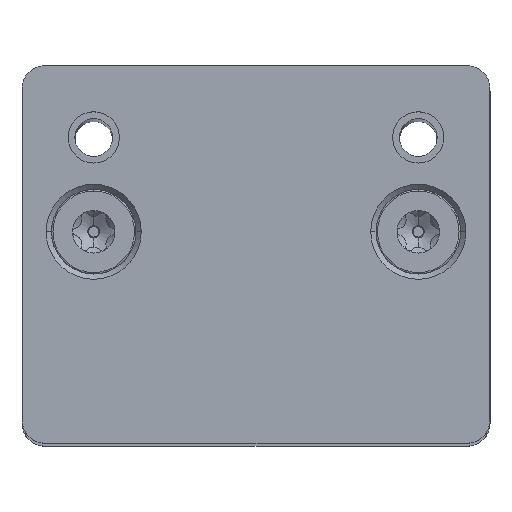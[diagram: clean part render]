
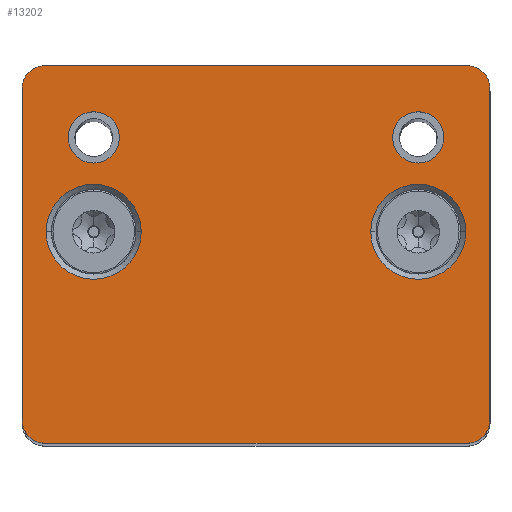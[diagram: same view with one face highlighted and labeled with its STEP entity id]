
A CAD part, top view. The second image highlights one B-rep face of the part: STEP entity #13202.
In plain terms, the highlighted face is planar.
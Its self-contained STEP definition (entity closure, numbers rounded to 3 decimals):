
#140 = VECTOR ( 'NONE', #13078, 1000. ) ;
#242 = DIRECTION ( 'NONE',  ( 0., 1., 0. ) ) ;
#352 = CARTESIAN_POINT ( 'NONE',  ( 9.05, 60., -7.75 ) ) ;
#501 = CIRCLE ( 'NONE', #15775, 3.15 ) ;
#829 = DIRECTION ( 'NONE',  ( 0., 0., -1. ) ) ;
#1136 = DIRECTION ( 'NONE',  ( 0., 1., 0. ) ) ;
#1197 = DIRECTION ( 'NONE',  ( -1., 0., 0. ) ) ;
#1507 = CARTESIAN_POINT ( 'NONE',  ( -7.6, 60., -1.5 ) ) ;
#1530 = CARTESIAN_POINT ( 'NONE',  ( 10.75, 60., -7.75 ) ) ;
#1559 = CIRCLE ( 'NONE', #3729, 1.5 ) ;
#1637 = DIRECTION ( 'NONE',  ( -1., 0., 0. ) ) ;
#1813 = LINE ( 'NONE', #8666, #20993 ) ;
#1857 = CARTESIAN_POINT ( 'NONE',  ( 14., 60., 12.5 ) ) ;
#2021 = EDGE_LOOP ( 'NONE', ( #7448, #8802, #5410, #19210, #21978, #20103, #8374, #5627 ) ) ;
#2120 = DIRECTION ( 'NONE',  ( -1., 0., 0. ) ) ;
#2489 = AXIS2_PLACEMENT_3D ( 'NONE', #9101, #7384, #17639 ) ;
#2592 = ORIENTED_EDGE ( 'NONE', *, *, #21326, .F. ) ;
#2812 = EDGE_LOOP ( 'NONE', ( #14008, #19784 ) ) ;
#2875 = CARTESIAN_POINT ( 'NONE',  ( -14., 60., -11. ) ) ;
#2966 = DIRECTION ( 'NONE',  ( -1., 0., 0. ) ) ;
#3042 = DIRECTION ( 'NONE',  ( -1., 0., 0. ) ) ;
#3124 = VERTEX_POINT ( 'NONE', #19089 ) ;
#3168 = LINE ( 'NONE', #17063, #19596 ) ;
#3663 = EDGE_CURVE ( 'NONE', #9882, #14920, #14978, .T. ) ;
#3677 = DIRECTION ( 'NONE',  ( 0., 0., -1. ) ) ;
#3729 = AXIS2_PLACEMENT_3D ( 'NONE', #2875, #18602, #8113 ) ;
#3909 = CIRCLE ( 'NONE', #19212, 1.5 ) ;
#4082 = CARTESIAN_POINT ( 'NONE',  ( -15.5, 60., -12.5 ) ) ;
#4231 = VERTEX_POINT ( 'NONE', #19745 ) ;
#4236 = DIRECTION ( 'NONE',  ( 0., 1., 0. ) ) ;
#4412 = CARTESIAN_POINT ( 'NONE',  ( 15.5, 60., 11. ) ) ;
#4611 = CARTESIAN_POINT ( 'NONE',  ( -15.5, 60., -11. ) ) ;
#4943 = FACE_BOUND ( 'NONE', #19502, .T. ) ;
#4957 = VERTEX_POINT ( 'NONE', #15434 ) ;
#4987 = VERTEX_POINT ( 'NONE', #12223 ) ;
#5199 = DIRECTION ( 'NONE',  ( 0., 1., 0. ) ) ;
#5202 = VERTEX_POINT ( 'NONE', #17008 ) ;
#5273 = CARTESIAN_POINT ( 'NONE',  ( 0., 60., 0. ) ) ;
#5309 = DIRECTION ( 'NONE',  ( -1., 0., 0. ) ) ;
#5410 = ORIENTED_EDGE ( 'NONE', *, *, #7502, .F. ) ;
#5627 = ORIENTED_EDGE ( 'NONE', *, *, #11991, .T. ) ;
#5748 = VERTEX_POINT ( 'NONE', #15911 ) ;
#5967 = VERTEX_POINT ( 'NONE', #6874 ) ;
#6063 = CARTESIAN_POINT ( 'NONE',  ( 14., 60., 11. ) ) ;
#6110 = AXIS2_PLACEMENT_3D ( 'NONE', #7314, #242, #21478 ) ;
#6277 = EDGE_CURVE ( 'NONE', #5967, #12942, #1559, .T. ) ;
#6493 = VERTEX_POINT ( 'NONE', #4412 ) ;
#6558 = AXIS2_PLACEMENT_3D ( 'NONE', #14191, #7014, #2120 ) ;
#6731 = ORIENTED_EDGE ( 'NONE', *, *, #15281, .F. ) ;
#6874 = CARTESIAN_POINT ( 'NONE',  ( -14., 60., -12.5 ) ) ;
#7014 = DIRECTION ( 'NONE',  ( 0., 1., 0. ) ) ;
#7314 = CARTESIAN_POINT ( 'NONE',  ( -14., 60., 11. ) ) ;
#7362 = CARTESIAN_POINT ( 'NONE',  ( -10.75, 60., -1.5 ) ) ;
#7384 = DIRECTION ( 'NONE',  ( 0., 1., 0. ) ) ;
#7391 = ORIENTED_EDGE ( 'NONE', *, *, #17240, .F. ) ;
#7448 = ORIENTED_EDGE ( 'NONE', *, *, #17527, .F. ) ;
#7502 = EDGE_CURVE ( 'NONE', #5967, #12695, #21778, .T. ) ;
#7790 = EDGE_CURVE ( 'NONE', #3124, #13566, #501, .T. ) ;
#8062 = CARTESIAN_POINT ( 'NONE',  ( 14., 60., -11. ) ) ;
#8113 = DIRECTION ( 'NONE',  ( -1., 0., 0. ) ) ;
#8140 = EDGE_LOOP ( 'NONE', ( #20134, #7391 ) ) ;
#8366 = CIRCLE ( 'NONE', #6558, 3.15 ) ;
#8374 = ORIENTED_EDGE ( 'NONE', *, *, #15185, .F. ) ;
#8596 = DIRECTION ( 'NONE',  ( 0., 1., 0. ) ) ;
#8666 = CARTESIAN_POINT ( 'NONE',  ( -15.5, 60., 12.5 ) ) ;
#8802 = ORIENTED_EDGE ( 'NONE', *, *, #11119, .T. ) ;
#9101 = CARTESIAN_POINT ( 'NONE',  ( -10.75, 60., -7.75 ) ) ;
#9366 = AXIS2_PLACEMENT_3D ( 'NONE', #8062, #15005, #3042 ) ;
#9392 = AXIS2_PLACEMENT_3D ( 'NONE', #12056, #22578, #13881 ) ;
#9486 = ORIENTED_EDGE ( 'NONE', *, *, #7790, .F. ) ;
#9751 = CARTESIAN_POINT ( 'NONE',  ( -10.75, 60., -7.75 ) ) ;
#9882 = VERTEX_POINT ( 'NONE', #14664 ) ;
#9963 = CARTESIAN_POINT ( 'NONE',  ( -15.5, 60., 11. ) ) ;
#10889 = AXIS2_PLACEMENT_3D ( 'NONE', #16756, #1136, #2966 ) ;
#11119 = EDGE_CURVE ( 'NONE', #4957, #12695, #17737, .T. ) ;
#11170 = ORIENTED_EDGE ( 'NONE', *, *, #13081, .F. ) ;
#11312 = CARTESIAN_POINT ( 'NONE',  ( -15.5, 60., -12.5 ) ) ;
#11991 = EDGE_CURVE ( 'NONE', #21787, #6493, #3909, .T. ) ;
#12056 = CARTESIAN_POINT ( 'NONE',  ( 10.75, 60., -1.5 ) ) ;
#12223 = CARTESIAN_POINT ( 'NONE',  ( 12.45, 60., -7.75 ) ) ;
#12347 = EDGE_CURVE ( 'NONE', #14920, #9882, #17387, .T. ) ;
#12363 = CARTESIAN_POINT ( 'NONE',  ( 14., 60., -12.5 ) ) ;
#12625 = CARTESIAN_POINT ( 'NONE',  ( 10.75, 60., -7.75 ) ) ;
#12695 = VERTEX_POINT ( 'NONE', #12363 ) ;
#12942 = VERTEX_POINT ( 'NONE', #4611 ) ;
#13043 = DIRECTION ( 'NONE',  ( 0., 1., 0. ) ) ;
#13078 = DIRECTION ( 'NONE',  ( 1., 0., 0. ) ) ;
#13081 = EDGE_CURVE ( 'NONE', #14777, #4987, #13617, .T. ) ;
#13202 = ADVANCED_FACE ( 'NONE', ( #14049, #22519, #21025, #13829, #4943 ), #19312, .T. ) ;
#13566 = VERTEX_POINT ( 'NONE', #1507 ) ;
#13617 = CIRCLE ( 'NONE', #16166, 1.7 ) ;
#13829 = FACE_BOUND ( 'NONE', #8140, .T. ) ;
#13881 = DIRECTION ( 'NONE',  ( -1., 0., 0. ) ) ;
#14008 = ORIENTED_EDGE ( 'NONE', *, *, #12347, .F. ) ;
#14049 = FACE_OUTER_BOUND ( 'NONE', #2021, .T. ) ;
#14051 = CIRCLE ( 'NONE', #15504, 1.7 ) ;
#14191 = CARTESIAN_POINT ( 'NONE',  ( -10.75, 60., -1.5 ) ) ;
#14452 = EDGE_CURVE ( 'NONE', #20578, #12942, #14625, .T. ) ;
#14625 = LINE ( 'NONE', #11312, #18398 ) ;
#14664 = CARTESIAN_POINT ( 'NONE',  ( -9.05, 60., -7.75 ) ) ;
#14777 = VERTEX_POINT ( 'NONE', #352 ) ;
#14920 = VERTEX_POINT ( 'NONE', #17786 ) ;
#14978 = CIRCLE ( 'NONE', #18994, 1.7 ) ;
#15005 = DIRECTION ( 'NONE',  ( 0., 1., 0. ) ) ;
#15185 = EDGE_CURVE ( 'NONE', #21787, #5748, #1813, .T. ) ;
#15281 = EDGE_CURVE ( 'NONE', #4987, #14777, #14051, .T. ) ;
#15349 = DIRECTION ( 'NONE',  ( 0., 0., 1. ) ) ;
#15434 = CARTESIAN_POINT ( 'NONE',  ( 15.5, 60., -11. ) ) ;
#15504 = AXIS2_PLACEMENT_3D ( 'NONE', #12625, #19609, #21550 ) ;
#15562 = CIRCLE ( 'NONE', #9392, 3.15 ) ;
#15775 = AXIS2_PLACEMENT_3D ( 'NONE', #7362, #5199, #5309 ) ;
#15911 = CARTESIAN_POINT ( 'NONE',  ( -14., 60., 12.5 ) ) ;
#16166 = AXIS2_PLACEMENT_3D ( 'NONE', #1530, #8596, #1637 ) ;
#16432 = DIRECTION ( 'NONE',  ( -1., 0., 0. ) ) ;
#16756 = CARTESIAN_POINT ( 'NONE',  ( 10.75, 60., -1.5 ) ) ;
#17008 = CARTESIAN_POINT ( 'NONE',  ( 13.9, 60., -1.5 ) ) ;
#17063 = CARTESIAN_POINT ( 'NONE',  ( 15.5, 60., -12.5 ) ) ;
#17202 = DIRECTION ( 'NONE',  ( -1., 0., 0. ) ) ;
#17240 = EDGE_CURVE ( 'NONE', #5202, #4231, #15562, .T. ) ;
#17387 = CIRCLE ( 'NONE', #2489, 1.7 ) ;
#17527 = EDGE_CURVE ( 'NONE', #4957, #6493, #3168, .T. ) ;
#17620 = AXIS2_PLACEMENT_3D ( 'NONE', #5273, #20809, #3677 ) ;
#17639 = DIRECTION ( 'NONE',  ( -1., 0., 0. ) ) ;
#17737 = CIRCLE ( 'NONE', #9366, 1.5 ) ;
#17786 = CARTESIAN_POINT ( 'NONE',  ( -12.45, 60., -7.75 ) ) ;
#18398 = VECTOR ( 'NONE', #829, 1000. ) ;
#18558 = CIRCLE ( 'NONE', #10889, 3.15 ) ;
#18602 = DIRECTION ( 'NONE',  ( 0., 1., 0. ) ) ;
#18893 = EDGE_LOOP ( 'NONE', ( #11170, #6731 ) ) ;
#18994 = AXIS2_PLACEMENT_3D ( 'NONE', #9751, #13043, #1197 ) ;
#19089 = CARTESIAN_POINT ( 'NONE',  ( -13.9, 60., -1.5 ) ) ;
#19210 = ORIENTED_EDGE ( 'NONE', *, *, #6277, .T. ) ;
#19212 = AXIS2_PLACEMENT_3D ( 'NONE', #6063, #4236, #16432 ) ;
#19312 = PLANE ( 'NONE',  #17620 ) ;
#19502 = EDGE_LOOP ( 'NONE', ( #9486, #2592 ) ) ;
#19531 = EDGE_CURVE ( 'NONE', #20578, #5748, #21045, .T. ) ;
#19596 = VECTOR ( 'NONE', #15349, 1000. ) ;
#19609 = DIRECTION ( 'NONE',  ( 0., 1., 0. ) ) ;
#19745 = CARTESIAN_POINT ( 'NONE',  ( 7.6, 60., -1.5 ) ) ;
#19784 = ORIENTED_EDGE ( 'NONE', *, *, #3663, .F. ) ;
#20103 = ORIENTED_EDGE ( 'NONE', *, *, #19531, .T. ) ;
#20134 = ORIENTED_EDGE ( 'NONE', *, *, #20765, .F. ) ;
#20578 = VERTEX_POINT ( 'NONE', #9963 ) ;
#20765 = EDGE_CURVE ( 'NONE', #4231, #5202, #18558, .T. ) ;
#20809 = DIRECTION ( 'NONE',  ( 0., 1., 0. ) ) ;
#20993 = VECTOR ( 'NONE', #17202, 1000. ) ;
#21025 = FACE_BOUND ( 'NONE', #2812, .T. ) ;
#21045 = CIRCLE ( 'NONE', #6110, 1.5 ) ;
#21326 = EDGE_CURVE ( 'NONE', #13566, #3124, #8366, .T. ) ;
#21478 = DIRECTION ( 'NONE',  ( -1., 0., 0. ) ) ;
#21550 = DIRECTION ( 'NONE',  ( -1., 0., 0. ) ) ;
#21778 = LINE ( 'NONE', #4082, #140 ) ;
#21787 = VERTEX_POINT ( 'NONE', #1857 ) ;
#21978 = ORIENTED_EDGE ( 'NONE', *, *, #14452, .F. ) ;
#22519 = FACE_BOUND ( 'NONE', #18893, .T. ) ;
#22578 = DIRECTION ( 'NONE',  ( 0., 1., 0. ) ) ;
